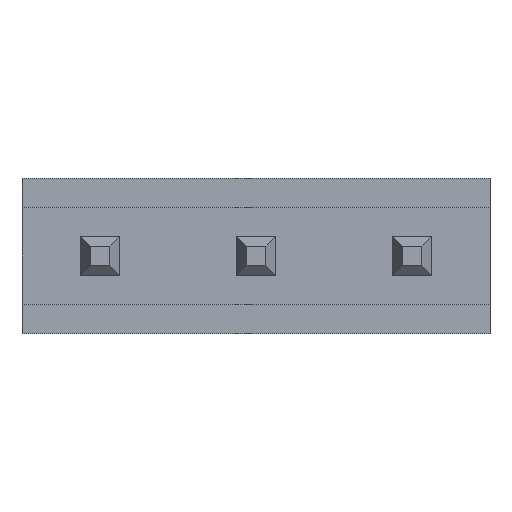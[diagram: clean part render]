
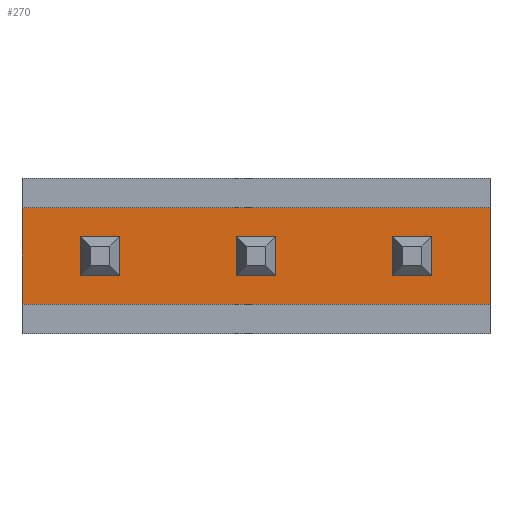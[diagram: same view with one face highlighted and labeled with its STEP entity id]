
A CAD part, front view. The second image highlights one B-rep face of the part: STEP entity #270.
In plain terms, the highlighted planar face has unit normal (0, -1, 0).
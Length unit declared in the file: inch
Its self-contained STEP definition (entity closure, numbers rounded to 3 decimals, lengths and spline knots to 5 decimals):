
#270 = ADVANCED_FACE( '', ( #441, #442, #443, #444 ), #445, .F. );
#441 = FACE_BOUND( '', #656, .T. );
#442 = FACE_BOUND( '', #657, .T. );
#443 = FACE_BOUND( '', #658, .T. );
#444 = FACE_OUTER_BOUND( '', #659, .T. );
#445 = PLANE( '', #660 );
#656 = EDGE_LOOP( '', ( #1241, #1242, #1243, #1244 ) );
#657 = EDGE_LOOP( '', ( #1245, #1246, #1247, #1248 ) );
#658 = EDGE_LOOP( '', ( #1249, #1250, #1251, #1252 ) );
#659 = EDGE_LOOP( '', ( #1253, #1254, #1255, #1256 ) );
#660 = AXIS2_PLACEMENT_3D( '', #1257, #1258, #1259 );
#1241 = ORIENTED_EDGE( '', *, *, #1712, .T. );
#1242 = ORIENTED_EDGE( '', *, *, #1713, .T. );
#1243 = ORIENTED_EDGE( '', *, *, #1673, .T. );
#1244 = ORIENTED_EDGE( '', *, *, #1681, .T. );
#1245 = ORIENTED_EDGE( '', *, *, #1677, .T. );
#1246 = ORIENTED_EDGE( '', *, *, #1714, .T. );
#1247 = ORIENTED_EDGE( '', *, *, #1715, .T. );
#1248 = ORIENTED_EDGE( '', *, *, #1716, .T. );
#1249 = ORIENTED_EDGE( '', *, *, #1717, .T. );
#1250 = ORIENTED_EDGE( '', *, *, #1718, .T. );
#1251 = ORIENTED_EDGE( '', *, *, #1719, .T. );
#1252 = ORIENTED_EDGE( '', *, *, #1720, .T. );
#1253 = ORIENTED_EDGE( '', *, *, #1721, .T. );
#1254 = ORIENTED_EDGE( '', *, *, #1699, .F. );
#1255 = ORIENTED_EDGE( '', *, *, #1688, .F. );
#1256 = ORIENTED_EDGE( '', *, *, #1722, .T. );
#1257 = CARTESIAN_POINT( '', ( -0.11811, 0.01, -0.02435 ) );
#1258 = DIRECTION( '', ( 0., 1., 0. ) );
#1259 = DIRECTION( '', ( 0., 0., 1. ) );
#1673 = EDGE_CURVE( '', #2005, #2006, #2007, .T. );
#1677 = EDGE_CURVE( '', #2013, #2014, #2015, .T. );
#1681 = EDGE_CURVE( '', #2006, #2021, #2022, .T. );
#1688 = EDGE_CURVE( '', #2034, #2035, #2036, .T. );
#1699 = EDGE_CURVE( '', #2035, #2052, #2054, .T. );
#1712 = EDGE_CURVE( '', #2021, #2076, #2077, .T. );
#1713 = EDGE_CURVE( '', #2076, #2005, #2078, .T. );
#1714 = EDGE_CURVE( '', #2014, #2079, #2080, .T. );
#1715 = EDGE_CURVE( '', #2079, #2081, #2082, .T. );
#1716 = EDGE_CURVE( '', #2081, #2013, #2083, .T. );
#1717 = EDGE_CURVE( '', #2084, #2085, #2086, .T. );
#1718 = EDGE_CURVE( '', #2085, #2087, #2088, .T. );
#1719 = EDGE_CURVE( '', #2087, #2089, #2090, .T. );
#1720 = EDGE_CURVE( '', #2089, #2084, #2091, .T. );
#1721 = EDGE_CURVE( '', #2092, #2052, #2093, .T. );
#1722 = EDGE_CURVE( '', #2034, #2092, #2094, .T. );
#2005 = VERTEX_POINT( '', #2549 );
#2006 = VERTEX_POINT( '', #2550 );
#2007 = LINE( '', #2551, #2552 );
#2013 = VERTEX_POINT( '', #2561 );
#2014 = VERTEX_POINT( '', #2562 );
#2015 = LINE( '', #2563, #2564 );
#2021 = VERTEX_POINT( '', #2573 );
#2022 = LINE( '', #2574, #2575 );
#2034 = VERTEX_POINT( '', #2593 );
#2035 = VERTEX_POINT( '', #2594 );
#2036 = LINE( '', #2595, #2596 );
#2052 = VERTEX_POINT( '', #2621 );
#2054 = LINE( '', #2624, #2625 );
#2076 = VERTEX_POINT( '', #2659 );
#2077 = LINE( '', #2660, #2661 );
#2078 = LINE( '', #2662, #2663 );
#2079 = VERTEX_POINT( '', #2664 );
#2080 = LINE( '', #2665, #2666 );
#2081 = VERTEX_POINT( '', #2667 );
#2082 = LINE( '', #2668, #2669 );
#2083 = LINE( '', #2670, #2671 );
#2084 = VERTEX_POINT( '', #2672 );
#2085 = VERTEX_POINT( '', #2673 );
#2086 = LINE( '', #2674, #2675 );
#2087 = VERTEX_POINT( '', #2676 );
#2088 = LINE( '', #2677, #2678 );
#2089 = VERTEX_POINT( '', #2679 );
#2090 = LINE( '', #2680, #2681 );
#2091 = LINE( '', #2682, #2683 );
#2092 = VERTEX_POINT( '', #2684 );
#2093 = LINE( '', #2685, #2686 );
#2094 = LINE( '', #2687, #2688 );
#2549 = CARTESIAN_POINT( '', ( 0.08874, 0.01, 0.01 ) );
#2550 = CARTESIAN_POINT( '', ( 0.08874, 0.01, -0.01 ) );
#2551 = CARTESIAN_POINT( '', ( 0.08874, 0.01, 0.01 ) );
#2552 = VECTOR( '', #3001, 39.37008 );
#2561 = CARTESIAN_POINT( '', ( -0.01, 0.01, -0.01 ) );
#2562 = CARTESIAN_POINT( '', ( -0.01, 0.01, 0.01 ) );
#2563 = CARTESIAN_POINT( '', ( -0.01, 0.01, -0.01 ) );
#2564 = VECTOR( '', #3005, 39.37008 );
#2573 = CARTESIAN_POINT( '', ( 0.06874, 0.01, -0.01 ) );
#2574 = CARTESIAN_POINT( '', ( 0.08874, 0.01, -0.01 ) );
#2575 = VECTOR( '', #3009, 39.37008 );
#2593 = CARTESIAN_POINT( '', ( -0.11811, 0.01, -0.02435 ) );
#2594 = CARTESIAN_POINT( '', ( -0.11811, 0.01, 0.02435 ) );
#2595 = CARTESIAN_POINT( '', ( -0.11811, 0.01, -0.02435 ) );
#2596 = VECTOR( '', #3016, 39.37008 );
#2621 = CARTESIAN_POINT( '', ( 0.11811, 0.01, 0.02435 ) );
#2624 = CARTESIAN_POINT( '', ( -0.11811, 0.01, 0.02435 ) );
#2625 = VECTOR( '', #3027, 39.37008 );
#2659 = CARTESIAN_POINT( '', ( 0.06874, 0.01, 0.01 ) );
#2660 = CARTESIAN_POINT( '', ( 0.06874, 0.01, -0.01 ) );
#2661 = VECTOR( '', #3040, 39.37008 );
#2662 = CARTESIAN_POINT( '', ( 0.06874, 0.01, 0.01 ) );
#2663 = VECTOR( '', #3041, 39.37008 );
#2664 = CARTESIAN_POINT( '', ( 0.01, 0.01, 0.01 ) );
#2665 = CARTESIAN_POINT( '', ( -0.01, 0.01, 0.01 ) );
#2666 = VECTOR( '', #3042, 39.37008 );
#2667 = CARTESIAN_POINT( '', ( 0.01, 0.01, -0.01 ) );
#2668 = CARTESIAN_POINT( '', ( 0.01, 0.01, 0.01 ) );
#2669 = VECTOR( '', #3043, 39.37008 );
#2670 = CARTESIAN_POINT( '', ( 0.01, 0.01, -0.01 ) );
#2671 = VECTOR( '', #3044, 39.37008 );
#2672 = CARTESIAN_POINT( '', ( -0.08874, 0.01, -0.01 ) );
#2673 = CARTESIAN_POINT( '', ( -0.08874, 0.01, 0.01 ) );
#2674 = CARTESIAN_POINT( '', ( -0.08874, 0.01, -0.01 ) );
#2675 = VECTOR( '', #3045, 39.37008 );
#2676 = CARTESIAN_POINT( '', ( -0.06874, 0.01, 0.01 ) );
#2677 = CARTESIAN_POINT( '', ( -0.08874, 0.01, 0.01 ) );
#2678 = VECTOR( '', #3046, 39.37008 );
#2679 = CARTESIAN_POINT( '', ( -0.06874, 0.01, -0.01 ) );
#2680 = CARTESIAN_POINT( '', ( -0.06874, 0.01, 0.01 ) );
#2681 = VECTOR( '', #3047, 39.37008 );
#2682 = CARTESIAN_POINT( '', ( -0.06874, 0.01, -0.01 ) );
#2683 = VECTOR( '', #3048, 39.37008 );
#2684 = CARTESIAN_POINT( '', ( 0.11811, 0.01, -0.02435 ) );
#2685 = CARTESIAN_POINT( '', ( 0.11811, 0.01, -0.02435 ) );
#2686 = VECTOR( '', #3049, 39.37008 );
#2687 = CARTESIAN_POINT( '', ( -0.11811, 0.01, -0.02435 ) );
#2688 = VECTOR( '', #3050, 39.37008 );
#3001 = DIRECTION( '', ( 0., 0., -1. ) );
#3005 = DIRECTION( '', ( 0., 0., 1. ) );
#3009 = DIRECTION( '', ( -1., 0., 0. ) );
#3016 = DIRECTION( '', ( 0., 0., 1. ) );
#3027 = DIRECTION( '', ( 1., 0., 0. ) );
#3040 = DIRECTION( '', ( 0., 0., 1. ) );
#3041 = DIRECTION( '', ( 1., 0., 0. ) );
#3042 = DIRECTION( '', ( 1., 0., 0. ) );
#3043 = DIRECTION( '', ( 0., 0., -1. ) );
#3044 = DIRECTION( '', ( -1., 0., 0. ) );
#3045 = DIRECTION( '', ( 0., 0., 1. ) );
#3046 = DIRECTION( '', ( 1., 0., 0. ) );
#3047 = DIRECTION( '', ( 0., 0., -1. ) );
#3048 = DIRECTION( '', ( -1., 0., 0. ) );
#3049 = DIRECTION( '', ( 0., 0., 1. ) );
#3050 = DIRECTION( '', ( 1., 0., 0. ) );
